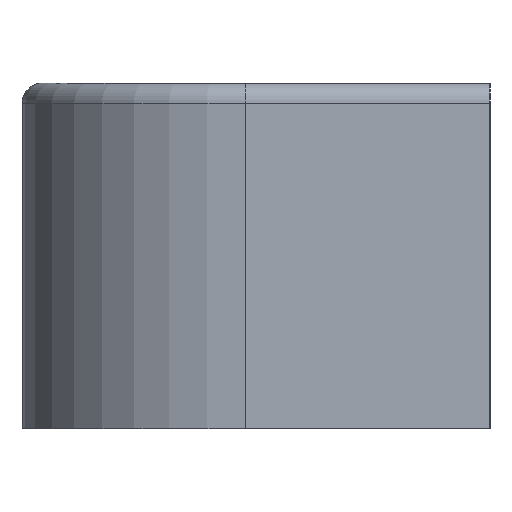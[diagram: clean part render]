
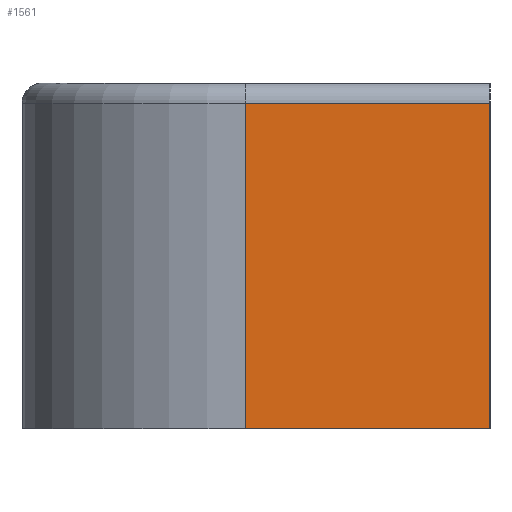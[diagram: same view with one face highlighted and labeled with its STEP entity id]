
A CAD part, left-side view. The second image highlights one B-rep face of the part: STEP entity #1561.
In plain terms, the highlighted planar face has unit normal (-1, 0, 0).
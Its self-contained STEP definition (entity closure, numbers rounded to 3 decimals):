
#44 = PLANE('',#45);
#45 = AXIS2_PLACEMENT_3D('',#46,#47,#48);
#46 = CARTESIAN_POINT('',(-275.,0.,0.));
#47 = DIRECTION('',(0.,1.,0.));
#48 = DIRECTION('',(1.,0.,0.));
#126 = PLANE('',#127);
#127 = AXIS2_PLACEMENT_3D('',#128,#129,#130);
#128 = CARTESIAN_POINT('',(-35.61,20.134,0.));
#129 = DIRECTION('',(0.,0.,1.));
#130 = DIRECTION('',(1.,0.,0.));
#172 = VERTEX_POINT('',#173);
#173 = CARTESIAN_POINT('',(-280.,0.,0.));
#194 = EDGE_CURVE('',#172,#195,#197,.T.);
#195 = VERTEX_POINT('',#196);
#196 = CARTESIAN_POINT('',(-280.,0.,80.));
#197 = SURFACE_CURVE('',#198,(#202,#209),.PCURVE_S1.);
#198 = LINE('',#199,#200);
#199 = CARTESIAN_POINT('',(-280.,0.,0.));
#200 = VECTOR('',#201,1.);
#201 = DIRECTION('',(0.,0.,1.));
#202 = PCURVE('',#44,#203);
#203 = DEFINITIONAL_REPRESENTATION('',(#204),#208);
#204 = LINE('',#205,#206);
#205 = CARTESIAN_POINT('',(-5.,0.));
#206 = VECTOR('',#207,1.);
#207 = DIRECTION('',(0.,-1.));
#208 = ( GEOMETRIC_REPRESENTATION_CONTEXT(2) 
PARAMETRIC_REPRESENTATION_CONTEXT() REPRESENTATION_CONTEXT('2D SPACE',''
  ) );
#209 = PCURVE('',#210,#215);
#210 = PLANE('',#211);
#211 = AXIS2_PLACEMENT_3D('',#212,#213,#214);
#212 = CARTESIAN_POINT('',(-280.,60.,0.));
#213 = DIRECTION('',(1.,0.,0.));
#214 = DIRECTION('',(0.,-1.,0.));
#215 = DEFINITIONAL_REPRESENTATION('',(#216),#220);
#216 = LINE('',#217,#218);
#217 = CARTESIAN_POINT('',(60.,0.));
#218 = VECTOR('',#219,1.);
#219 = DIRECTION('',(0.,-1.));
#220 = ( GEOMETRIC_REPRESENTATION_CONTEXT(2) 
PARAMETRIC_REPRESENTATION_CONTEXT() REPRESENTATION_CONTEXT('2D SPACE',''
  ) );
#239 = CYLINDRICAL_SURFACE('',#240,5.);
#240 = AXIS2_PLACEMENT_3D('',#241,#242,#243);
#241 = CARTESIAN_POINT('',(-275.,60.,80.));
#242 = DIRECTION('',(0.,-1.,0.));
#243 = DIRECTION('',(0.,-0.,-1.));
#547 = VERTEX_POINT('',#548);
#548 = CARTESIAN_POINT('',(-280.,60.,0.));
#563 = CYLINDRICAL_SURFACE('',#564,55.);
#564 = AXIS2_PLACEMENT_3D('',#565,#566,#567);
#565 = CARTESIAN_POINT('',(-225.,60.,0.));
#566 = DIRECTION('',(-0.,-0.,-1.));
#567 = DIRECTION('',(1.,0.,0.));
#575 = EDGE_CURVE('',#547,#172,#576,.T.);
#576 = SURFACE_CURVE('',#577,(#581,#588),.PCURVE_S1.);
#577 = LINE('',#578,#579);
#578 = CARTESIAN_POINT('',(-280.,60.,0.));
#579 = VECTOR('',#580,1.);
#580 = DIRECTION('',(0.,-1.,0.));
#581 = PCURVE('',#126,#582);
#582 = DEFINITIONAL_REPRESENTATION('',(#583),#587);
#583 = LINE('',#584,#585);
#584 = CARTESIAN_POINT('',(-244.39,39.866));
#585 = VECTOR('',#586,1.);
#586 = DIRECTION('',(0.,-1.));
#587 = ( GEOMETRIC_REPRESENTATION_CONTEXT(2) 
PARAMETRIC_REPRESENTATION_CONTEXT() REPRESENTATION_CONTEXT('2D SPACE',''
  ) );
#588 = PCURVE('',#210,#589);
#589 = DEFINITIONAL_REPRESENTATION('',(#590),#594);
#590 = LINE('',#591,#592);
#591 = CARTESIAN_POINT('',(0.,0.));
#592 = VECTOR('',#593,1.);
#593 = DIRECTION('',(1.,0.));
#594 = ( GEOMETRIC_REPRESENTATION_CONTEXT(2) 
PARAMETRIC_REPRESENTATION_CONTEXT() REPRESENTATION_CONTEXT('2D SPACE',''
  ) );
#1517 = EDGE_CURVE('',#1518,#195,#1520,.T.);
#1518 = VERTEX_POINT('',#1519);
#1519 = CARTESIAN_POINT('',(-280.,60.,80.));
#1520 = SURFACE_CURVE('',#1521,(#1525,#1532),.PCURVE_S1.);
#1521 = LINE('',#1522,#1523);
#1522 = CARTESIAN_POINT('',(-280.,60.,80.));
#1523 = VECTOR('',#1524,1.);
#1524 = DIRECTION('',(0.,-1.,0.));
#1525 = PCURVE('',#239,#1526);
#1526 = DEFINITIONAL_REPRESENTATION('',(#1527),#1531);
#1527 = LINE('',#1528,#1529);
#1528 = CARTESIAN_POINT('',(-1.571,0.));
#1529 = VECTOR('',#1530,1.);
#1530 = DIRECTION('',(-0.,1.));
#1531 = ( GEOMETRIC_REPRESENTATION_CONTEXT(2) 
PARAMETRIC_REPRESENTATION_CONTEXT() REPRESENTATION_CONTEXT('2D SPACE',''
  ) );
#1532 = PCURVE('',#210,#1533);
#1533 = DEFINITIONAL_REPRESENTATION('',(#1534),#1538);
#1534 = LINE('',#1535,#1536);
#1535 = CARTESIAN_POINT('',(0.,-80.));
#1536 = VECTOR('',#1537,1.);
#1537 = DIRECTION('',(1.,0.));
#1538 = ( GEOMETRIC_REPRESENTATION_CONTEXT(2) 
PARAMETRIC_REPRESENTATION_CONTEXT() REPRESENTATION_CONTEXT('2D SPACE',''
  ) );
#1561 = ADVANCED_FACE('',(#1562),#210,.F.);
#1562 = FACE_BOUND('',#1563,.F.);
#1563 = EDGE_LOOP('',(#1564,#1585,#1586,#1587));
#1564 = ORIENTED_EDGE('',*,*,#1565,.T.);
#1565 = EDGE_CURVE('',#547,#1518,#1566,.T.);
#1566 = SURFACE_CURVE('',#1567,(#1571,#1578),.PCURVE_S1.);
#1567 = LINE('',#1568,#1569);
#1568 = CARTESIAN_POINT('',(-280.,60.,0.));
#1569 = VECTOR('',#1570,1.);
#1570 = DIRECTION('',(0.,0.,1.));
#1571 = PCURVE('',#210,#1572);
#1572 = DEFINITIONAL_REPRESENTATION('',(#1573),#1577);
#1573 = LINE('',#1574,#1575);
#1574 = CARTESIAN_POINT('',(0.,0.));
#1575 = VECTOR('',#1576,1.);
#1576 = DIRECTION('',(0.,-1.));
#1577 = ( GEOMETRIC_REPRESENTATION_CONTEXT(2) 
PARAMETRIC_REPRESENTATION_CONTEXT() REPRESENTATION_CONTEXT('2D SPACE',''
  ) );
#1578 = PCURVE('',#563,#1579);
#1579 = DEFINITIONAL_REPRESENTATION('',(#1580),#1584);
#1580 = LINE('',#1581,#1582);
#1581 = CARTESIAN_POINT('',(-3.142,0.));
#1582 = VECTOR('',#1583,1.);
#1583 = DIRECTION('',(-0.,-1.));
#1584 = ( GEOMETRIC_REPRESENTATION_CONTEXT(2) 
PARAMETRIC_REPRESENTATION_CONTEXT() REPRESENTATION_CONTEXT('2D SPACE',''
  ) );
#1585 = ORIENTED_EDGE('',*,*,#1517,.T.);
#1586 = ORIENTED_EDGE('',*,*,#194,.F.);
#1587 = ORIENTED_EDGE('',*,*,#575,.F.);
